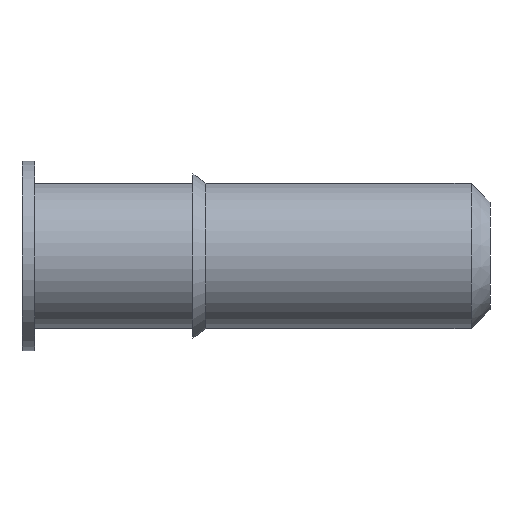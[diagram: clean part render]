
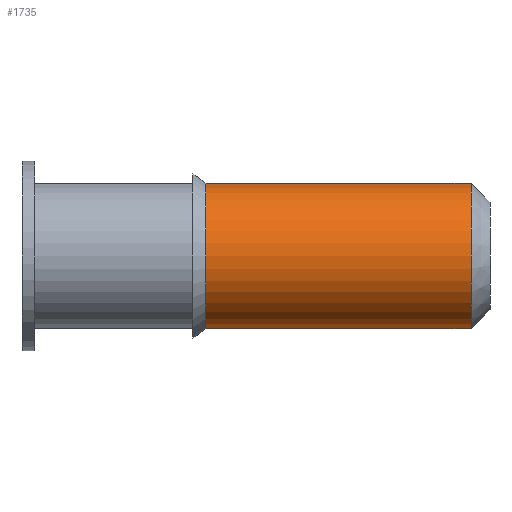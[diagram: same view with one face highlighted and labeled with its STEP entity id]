
A CAD part, left-side view. The second image highlights one B-rep face of the part: STEP entity #1735.
In plain terms, the highlighted cylindrical face has radius 5.75 mm (diameter 11.5 mm), a partial arc.
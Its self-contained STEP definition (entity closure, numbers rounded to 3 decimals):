
#635=CARTESIAN_POINT('',(0.,22.486,0.));
#636=DIRECTION('',(0.,1.,0.));
#637=DIRECTION('',(0.,0.,-1.));
#638=AXIS2_PLACEMENT_3D('',#635,#636,#637);
#658=DIRECTION('',(0.,1.,0.));
#659=VECTOR('',#658,20.986);
#660=CARTESIAN_POINT('',(0.,1.5,-5.75));
#661=LINE('',#660,#659);
#665=DIRECTION('',(0.,1.,0.));
#666=VECTOR('',#665,20.986);
#667=CARTESIAN_POINT('',(0.,1.5,5.75));
#668=LINE('',#667,#666);
#679=CARTESIAN_POINT('',(0.,1.5,0.));
#680=DIRECTION('',(0.,-1.,0.));
#681=DIRECTION('',(0.,0.,1.));
#682=AXIS2_PLACEMENT_3D('',#679,#680,#681);
#1027=CARTESIAN_POINT('',(0.,1.5,-5.75));
#1028=CARTESIAN_POINT('',(0.,1.5,5.75));
#1029=VERTEX_POINT('',#1027);
#1030=VERTEX_POINT('',#1028);
#1031=CARTESIAN_POINT('',(0.,22.486,5.75));
#1032=CARTESIAN_POINT('',(0.,22.486,-5.75));
#1033=VERTEX_POINT('',#1031);
#1034=VERTEX_POINT('',#1032);
#1723=CARTESIAN_POINT('',(0.,37.,0.));
#1724=DIRECTION('',(0.,-1.,0.));
#1725=DIRECTION('',(0.,0.,-1.));
#1726=AXIS2_PLACEMENT_3D('',#1723,#1724,#1725);
#1727=CYLINDRICAL_SURFACE('',#1726,5.75);
#1728=ORIENTED_EDGE('',*,*,#1711,.F.);
#1730=ORIENTED_EDGE('',*,*,#1729,.T.);
#1731=ORIENTED_EDGE('',*,*,#1707,.T.);
#1732=ORIENTED_EDGE('',*,*,#1669,.T.);
#1733=EDGE_LOOP('',(#1728,#1730,#1731,#1732));
#1734=FACE_OUTER_BOUND('',#1733,.F.);
#1735=ADVANCED_FACE('',(#1734),#1727,.T.);
#639=CIRCLE('',#638,5.75);
#683=CIRCLE('',#682,5.75);
#1669=EDGE_CURVE('',#1034,#1033,#639,.T.);
#1707=EDGE_CURVE('',#1029,#1034,#661,.T.);
#1711=EDGE_CURVE('',#1030,#1033,#668,.T.);
#1729=EDGE_CURVE('',#1030,#1029,#683,.T.);
